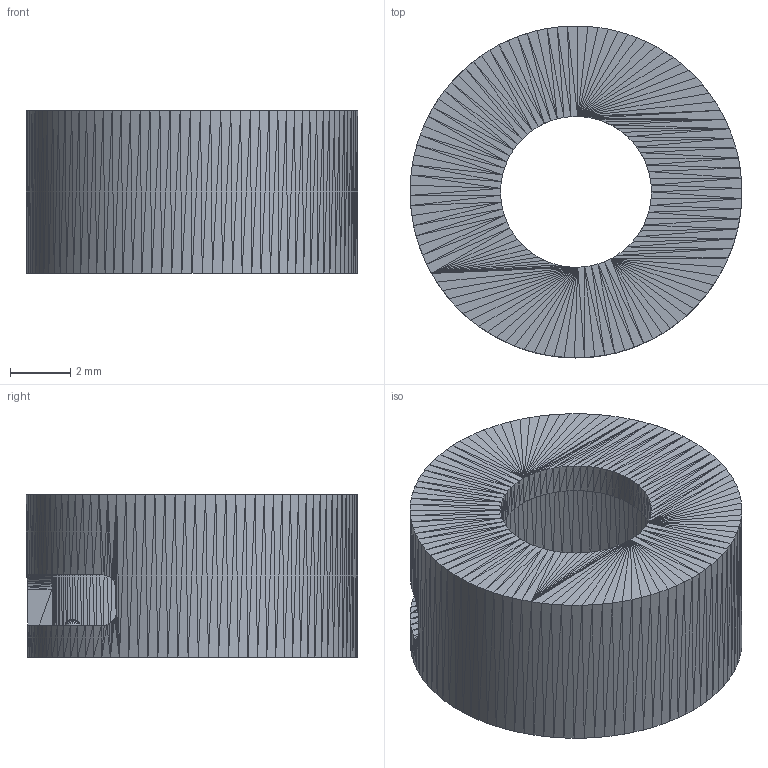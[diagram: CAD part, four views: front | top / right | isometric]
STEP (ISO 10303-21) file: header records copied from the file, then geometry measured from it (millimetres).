
FILE_DESCRIPTION((''),'2;1');
FILE_NAME('Cap', '2025-12-29T14:23:42', (''), (''), 'ImageToStl.com STEP Converter','', '');
FILE_SCHEMA(('AUTOMOTIVE_DESIGN_CC2'));
Length unit declared in the file: metre
Products named in the file (1): product0
Bounding box: 11 x 11 x 5.4 mm (x, y, z)
Surface area: 470.9 mm2 (no closed solid volume)
Topology: 0 solids, 1756 shells, 1756 faces, 5268 edges, 878 vertices
Faces by surface type: plane 1756
Entity records: 40423 total; most frequent: DIRECTION 8782, ORIENTED_EDGE 5268, EDGE_CURVE 5268, LINE 5268, VECTOR 5268, AXIS2_PLACEMENT_3D 1757, FACE_SURFACE 1756, PLANE 1756
